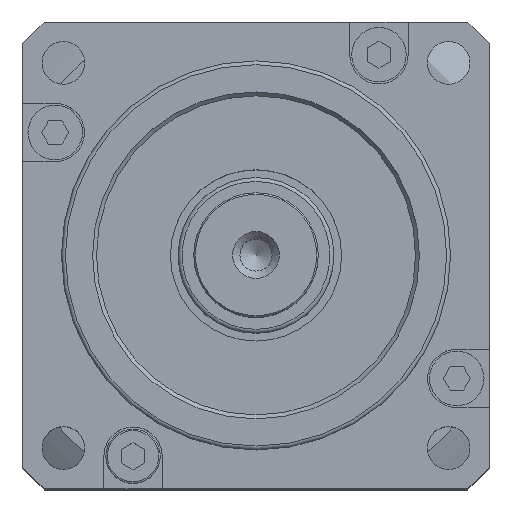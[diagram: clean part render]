
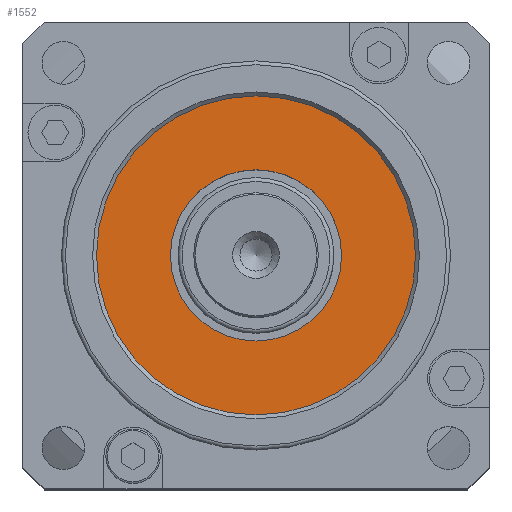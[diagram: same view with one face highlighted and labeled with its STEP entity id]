
A CAD part, top view. The second image highlights one B-rep face of the part: STEP entity #1552.
In plain terms, the highlighted planar face has unit normal (0, 0, 1).
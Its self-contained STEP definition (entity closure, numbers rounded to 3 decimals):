
#1358 = EDGE_CURVE( '', #3733, #3733, #3734, .T. );
#1552 = ADVANCED_FACE( '', ( #4034, #4035 ), #4036, .F. );
#1576 = EDGE_CURVE( '', #4071, #4071, #4072, .T. );
#3733 = VERTEX_POINT( '', #6969 );
#3734 = CIRCLE( '', #6970, 20.5 );
#4034 = FACE_OUTER_BOUND( '', #7482, .T. );
#4035 = FACE_BOUND( '', #7483, .T. );
#4036 = PLANE( '', #7484 );
#4071 = VERTEX_POINT( '', #7534 );
#4072 = CIRCLE( '', #7535, 11. );
#6969 = CARTESIAN_POINT( '', ( -20.5, 0., 83.7 ) );
#6970 = AXIS2_PLACEMENT_3D( '', #11488, #11489, #11490 );
#7482 = EDGE_LOOP( '', ( #11834 ) );
#7483 = EDGE_LOOP( '', ( #11835 ) );
#7484 = AXIS2_PLACEMENT_3D( '', #11836, #11837, #11838 );
#7534 = CARTESIAN_POINT( '', ( -11., 0., 83.7 ) );
#7535 = AXIS2_PLACEMENT_3D( '', #11871, #11872, #11873 );
#11488 = CARTESIAN_POINT( '', ( 0., 0., 83.7 ) );
#11489 = DIRECTION( '', ( 0., 0., -1. ) );
#11490 = DIRECTION( '', ( -1., 0., 0. ) );
#11834 = ORIENTED_EDGE( '', *, *, #1358, .F. );
#11835 = ORIENTED_EDGE( '', *, *, #1576, .T. );
#11836 = CARTESIAN_POINT( '', ( 0., 0., 83.7 ) );
#11837 = DIRECTION( '', ( 0., 0., -1. ) );
#11838 = DIRECTION( '', ( 0., -1., 0. ) );
#11871 = CARTESIAN_POINT( '', ( 0., 0., 83.7 ) );
#11872 = DIRECTION( '', ( 0., 0., -1. ) );
#11873 = DIRECTION( '', ( -1., 0., 0. ) );
